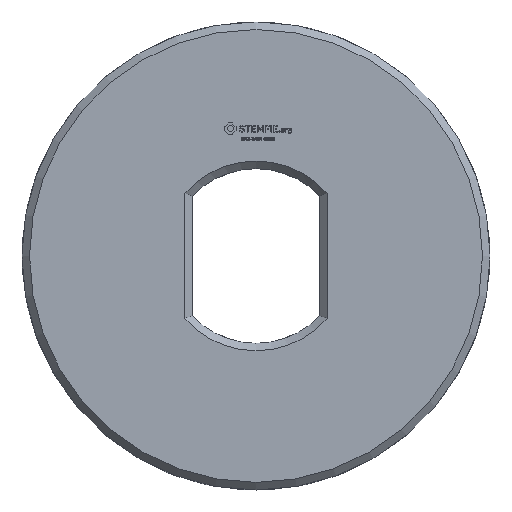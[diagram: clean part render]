
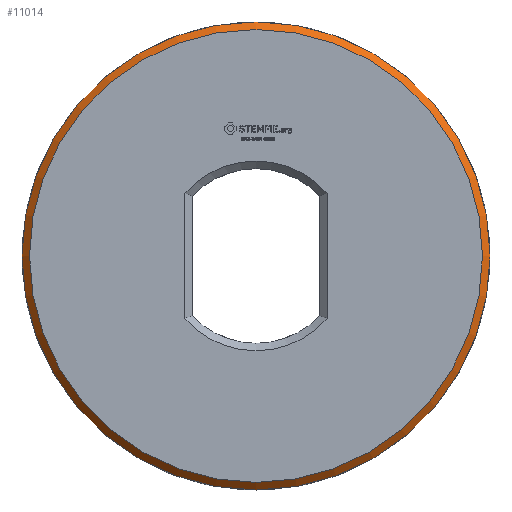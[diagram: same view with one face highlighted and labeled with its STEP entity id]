
A CAD part, top view. The second image highlights one B-rep face of the part: STEP entity #11014.
In plain terms, the highlighted conical face has half-angle 45 degrees and reference radius 9.375 mm.
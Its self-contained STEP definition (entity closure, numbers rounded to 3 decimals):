
#21 = EDGE_CURVE('',#22,#22,#24,.T.);
#22 = VERTEX_POINT('',#23);
#23 = CARTESIAN_POINT('',(9.075,0.,3.125));
#24 = SURFACE_CURVE('',#25,(#30,#42),.PCURVE_S1.);
#25 = CIRCLE('',#26,9.075);
#26 = AXIS2_PLACEMENT_3D('',#27,#28,#29);
#27 = CARTESIAN_POINT('',(0.,0.,3.125));
#28 = DIRECTION('',(0.,0.,-1.));
#29 = DIRECTION('',(1.,0.,0.));
#30 = PCURVE('',#31,#36);
#31 = PLANE('',#32);
#32 = AXIS2_PLACEMENT_3D('',#33,#34,#35);
#33 = CARTESIAN_POINT('',(0.,0.,3.125));
#34 = DIRECTION('',(0.,0.,-1.));
#35 = DIRECTION('',(1.,0.,0.));
#36 = DEFINITIONAL_REPRESENTATION('',(#37),#41);
#37 = CIRCLE('',#38,9.075);
#38 = AXIS2_PLACEMENT_2D('',#39,#40);
#39 = CARTESIAN_POINT('',(0.,0.));
#40 = DIRECTION('',(1.,0.));
#41 = ( GEOMETRIC_REPRESENTATION_CONTEXT(2) 
PARAMETRIC_REPRESENTATION_CONTEXT() REPRESENTATION_CONTEXT('2D SPACE',''
  ) );
#42 = PCURVE('',#43,#48);
#43 = CONICAL_SURFACE('',#44,9.375,0.785);
#44 = AXIS2_PLACEMENT_3D('',#45,#46,#47);
#45 = CARTESIAN_POINT('',(0.,0.,2.825));
#46 = DIRECTION('',(0.,0.,-1.));
#47 = DIRECTION('',(1.,0.,0.));
#48 = DEFINITIONAL_REPRESENTATION('',(#49),#53);
#49 = LINE('',#50,#51);
#50 = CARTESIAN_POINT('',(0.,-0.3));
#51 = VECTOR('',#52,1.);
#52 = DIRECTION('',(1.,-0.));
#53 = ( GEOMETRIC_REPRESENTATION_CONTEXT(2) 
PARAMETRIC_REPRESENTATION_CONTEXT() REPRESENTATION_CONTEXT('2D SPACE',''
  ) );
#11014 = ADVANCED_FACE('',(#11015),#43,.T.);
#11015 = FACE_BOUND('',#11016,.F.);
#11016 = EDGE_LOOP('',(#11017,#11046,#11067,#11068));
#11017 = ORIENTED_EDGE('',*,*,#11018,.T.);
#11018 = EDGE_CURVE('',#11019,#11019,#11021,.T.);
#11019 = VERTEX_POINT('',#11020);
#11020 = CARTESIAN_POINT('',(9.375,0.,2.825));
#11021 = SURFACE_CURVE('',#11022,(#11027,#11034),.PCURVE_S1.);
#11022 = CIRCLE('',#11023,9.375);
#11023 = AXIS2_PLACEMENT_3D('',#11024,#11025,#11026);
#11024 = CARTESIAN_POINT('',(0.,0.,2.825));
#11025 = DIRECTION('',(0.,0.,-1.));
#11026 = DIRECTION('',(1.,0.,0.));
#11027 = PCURVE('',#43,#11028);
#11028 = DEFINITIONAL_REPRESENTATION('',(#11029),#11033);
#11029 = LINE('',#11030,#11031);
#11030 = CARTESIAN_POINT('',(0.,-0.));
#11031 = VECTOR('',#11032,1.);
#11032 = DIRECTION('',(1.,-0.));
#11033 = ( GEOMETRIC_REPRESENTATION_CONTEXT(2) 
PARAMETRIC_REPRESENTATION_CONTEXT() REPRESENTATION_CONTEXT('2D SPACE',''
  ) );
#11034 = PCURVE('',#11035,#11040);
#11035 = CYLINDRICAL_SURFACE('',#11036,9.375);
#11036 = AXIS2_PLACEMENT_3D('',#11037,#11038,#11039);
#11037 = CARTESIAN_POINT('',(0.,0.,2.325));
#11038 = DIRECTION('',(0.,0.,1.));
#11039 = DIRECTION('',(1.,0.,0.));
#11040 = DEFINITIONAL_REPRESENTATION('',(#11041),#11045);
#11041 = LINE('',#11042,#11043);
#11042 = CARTESIAN_POINT('',(-0.,0.5));
#11043 = VECTOR('',#11044,1.);
#11044 = DIRECTION('',(-1.,0.));
#11045 = ( GEOMETRIC_REPRESENTATION_CONTEXT(2) 
PARAMETRIC_REPRESENTATION_CONTEXT() REPRESENTATION_CONTEXT('2D SPACE',''
  ) );
#11046 = ORIENTED_EDGE('',*,*,#11047,.T.);
#11047 = EDGE_CURVE('',#11019,#22,#11048,.T.);
#11048 = SEAM_CURVE('',#11049,(#11053,#11060),.PCURVE_S1.);
#11049 = LINE('',#11050,#11051);
#11050 = CARTESIAN_POINT('',(9.375,0.,2.825));
#11051 = VECTOR('',#11052,1.);
#11052 = DIRECTION('',(-0.707,0.,0.707));
#11053 = PCURVE('',#43,#11054);
#11054 = DEFINITIONAL_REPRESENTATION('',(#11055),#11059);
#11055 = LINE('',#11056,#11057);
#11056 = CARTESIAN_POINT('',(0.,-0.));
#11057 = VECTOR('',#11058,1.);
#11058 = DIRECTION('',(0.,-1.));
#11059 = ( GEOMETRIC_REPRESENTATION_CONTEXT(2) 
PARAMETRIC_REPRESENTATION_CONTEXT() REPRESENTATION_CONTEXT('2D SPACE',''
  ) );
#11060 = PCURVE('',#43,#11061);
#11061 = DEFINITIONAL_REPRESENTATION('',(#11062),#11066);
#11062 = LINE('',#11063,#11064);
#11063 = CARTESIAN_POINT('',(6.283,-0.));
#11064 = VECTOR('',#11065,1.);
#11065 = DIRECTION('',(0.,-1.));
#11066 = ( GEOMETRIC_REPRESENTATION_CONTEXT(2) 
PARAMETRIC_REPRESENTATION_CONTEXT() REPRESENTATION_CONTEXT('2D SPACE',''
  ) );
#11067 = ORIENTED_EDGE('',*,*,#21,.F.);
#11068 = ORIENTED_EDGE('',*,*,#11047,.F.);
